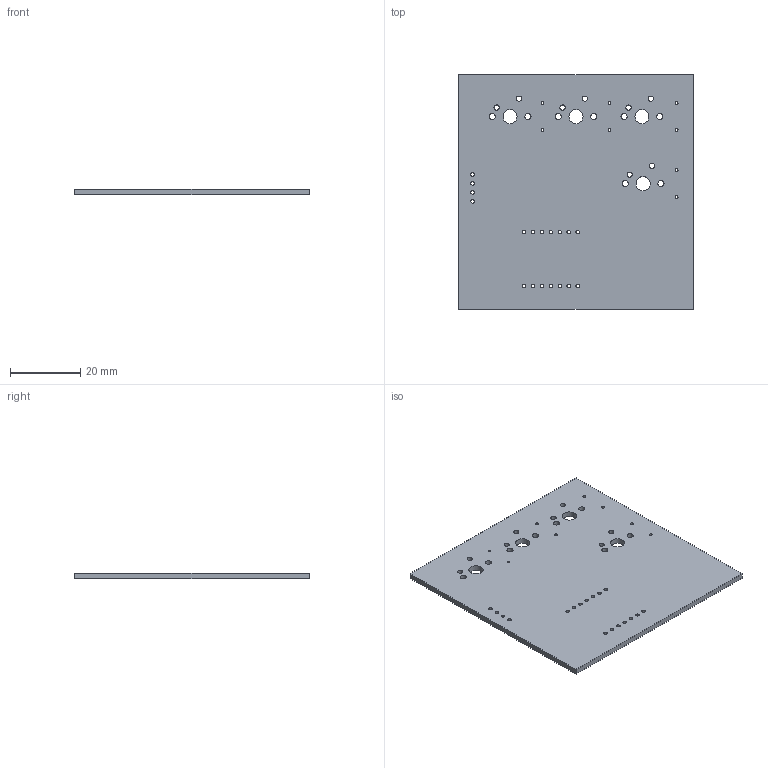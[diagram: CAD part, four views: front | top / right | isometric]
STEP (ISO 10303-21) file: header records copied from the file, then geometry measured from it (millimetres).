
FILE_DESCRIPTION(('KiCad electronic assembly'),'2;1');
FILE_NAME('Macropad.step','2024-10-21T18:06:04',('Pcbnew'),('Kicad'), 'Open CASCADE STEP processor 7.8','KiCad to STEP converter','Unknown' );
FILE_SCHEMA(('AUTOMOTIVE_DESIGN { 1 0 10303 214 1 1 1 1 }'));
Length unit declared in the file: millimetre
Products named in the file (2): Macropad 1; Macropad_PCB
Assembly tree (1 placements, depth 2):
  Macropad 1
    Macropad_PCB
Bounding box: 66.67 x 66.67 x 1.6 mm (x, y, z)
Volume: 6950 mm3; surface area: 9448 mm2
Topology: 1 solids, 1 shells, 52 faces, 150 edges, 100 vertices
Faces by surface type: cylinder 46, plane 6
Full cylindrical faces by diameter (mm): 0.8 x8, 1 x18, 1.5 x8, 1.75 x8, 4 x4
Entity records: 1987 total; most frequent: DIRECTION 350, CARTESIAN_POINT 304, ORIENTED_EDGE 300, EDGE_CURVE 150, AXIS2_PLACEMENT_3D 146, FACE_BOUND 144, EDGE_LOOP 144, VERTEX_POINT 100
